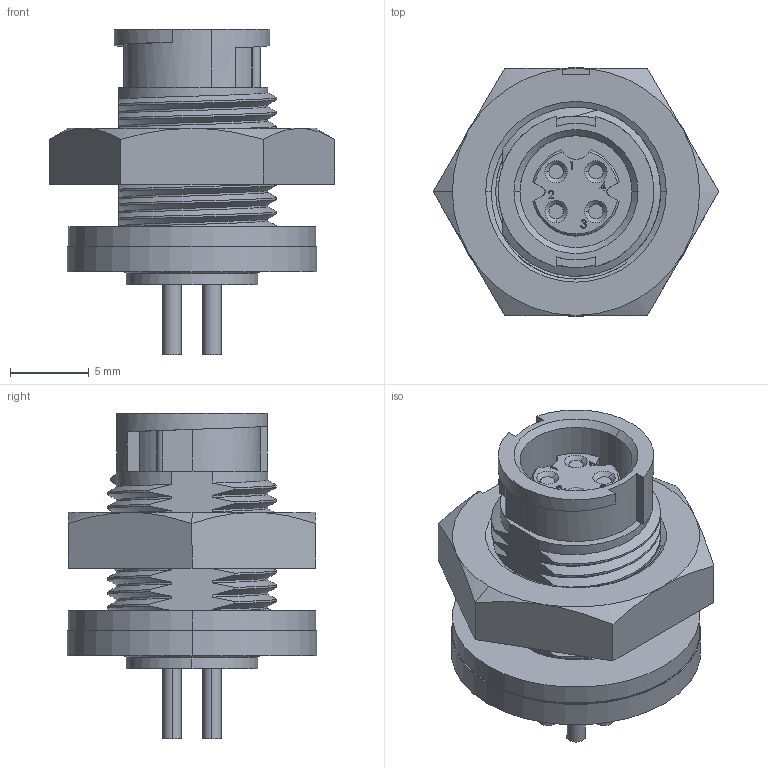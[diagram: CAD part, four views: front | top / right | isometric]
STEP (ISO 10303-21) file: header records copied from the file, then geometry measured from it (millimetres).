
FILE_DESCRIPTION (( 'STEP AP203' ), '1' );
FILE_NAME ('17880-4SG-300.STEP', '2014-06-09T14:39:37', ( '' ), ( '' ), 'SwSTEP 2.0', 'SolidWorks 2014', '' );
FILE_SCHEMA (( 'CONFIG_CONTROL_DESIGN' ));
Length unit declared in the file: millimetre
Products named in the file (1): 17880-4SG-300
Bounding box: 18.18 x 15.88 x 20.7 mm (x, y, z)
Volume: 1800.3 mm3; surface area: 2158.2 mm2
Topology: 2 solids, 2 shells, 276 faces, 725 edges, 478 vertices
Faces by surface type: plane 115, cylinder 71, bspline 64, cone 24, torus 2
Entity records: 17389 total; most frequent: CARTESIAN_POINT 11131, ORIENTED_EDGE 1450, DIRECTION 1035, EDGE_CURVE 725, VERTEX_POINT 478, VECTOR 377, LINE 377, AXIS2_PLACEMENT_3D 329
